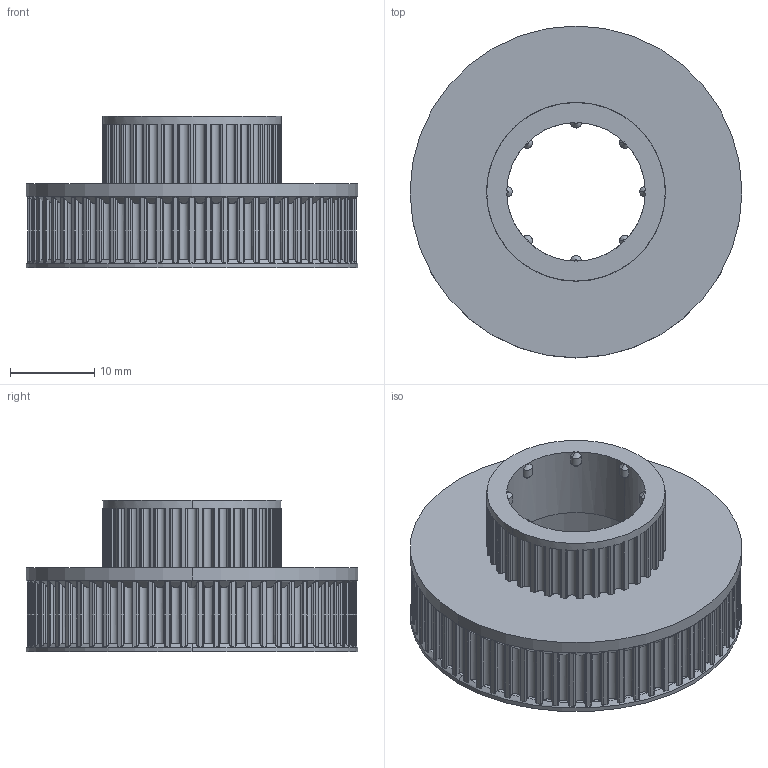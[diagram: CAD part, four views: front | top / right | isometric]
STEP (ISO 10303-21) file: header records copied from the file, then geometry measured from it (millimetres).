
FILE_DESCRIPTION (( 'STEP AP214' ), '1' );
FILE_NAME ('gearAlternative.STEP', '2023-06-17T22:54:18', ( '' ), ( '' ), 'SwSTEP 2.0', 'SolidWorks 2021', '' );
FILE_SCHEMA (( 'AUTOMOTIVE_DESIGN' ));
Length unit declared in the file: millimetre
Products named in the file (1): gearAlternative
Bounding box: 39.3 x 39.3 x 18 mm (x, y, z)
Volume: 5157.4 mm3; surface area: 5775.4 mm2
Topology: 1 solids, 1 shells, 792 faces, 2351 edges, 1564 vertices
Faces by surface type: cylinder 655, plane 109, cone 28
Entity records: 28769 total; most frequent: CARTESIAN_POINT 7914, ORIENTED_EDGE 4702, DIRECTION 4211, EDGE_CURVE 2351, AXIS2_PLACEMENT_3D 1751, VERTEX_POINT 1564, CIRCLE 958, EDGE_LOOP 797
